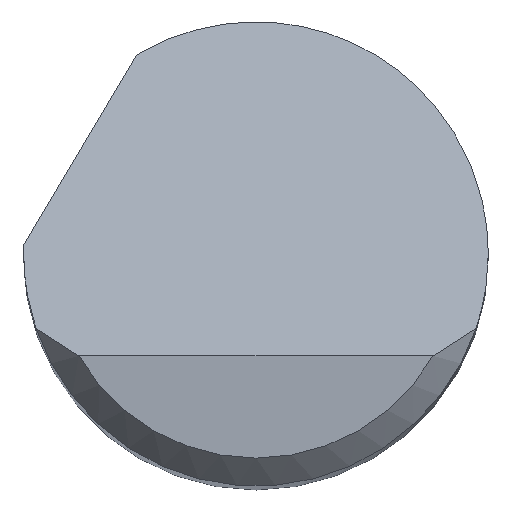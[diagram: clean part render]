
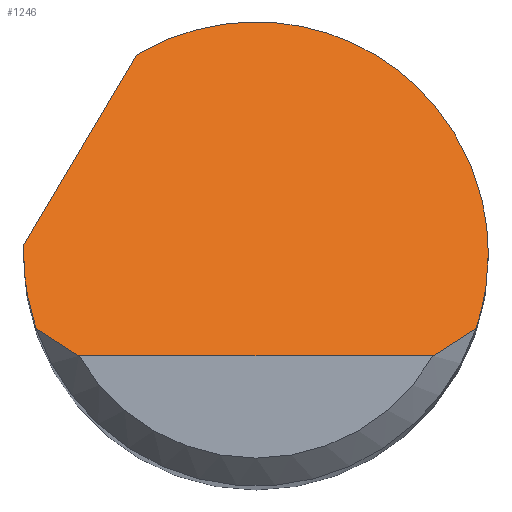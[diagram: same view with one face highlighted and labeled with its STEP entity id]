
A CAD part, top view. The second image highlights one B-rep face of the part: STEP entity #1246.
In plain terms, the highlighted planar face has unit normal (0, 0.707, 0.707).
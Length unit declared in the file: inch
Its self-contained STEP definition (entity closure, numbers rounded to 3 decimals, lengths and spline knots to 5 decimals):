
#13 =( BOUNDED_CURVE ( )  B_SPLINE_CURVE ( 3, ( #480, #660, #780, #1289 ),
 .UNSPECIFIED., .F., .F. ) 
 B_SPLINE_CURVE_WITH_KNOTS ( ( 4, 4 ),
 ( 1.5708, 1.89653 ),
 .UNSPECIFIED. ) 
 CURVE ( )  GEOMETRIC_REPRESENTATION_ITEM ( )  RATIONAL_B_SPLINE_CURVE ( ( 1., 0.991, 0.991, 1. ) ) 
 REPRESENTATION_ITEM ( '' )  );
#40 = CARTESIAN_POINT ( 'NONE',  ( 0.0296, 0.1636, 2.7814 ) ) ;
#68 = FACE_OUTER_BOUND ( 'NONE', #270, .T. ) ;
#71 = ORIENTED_EDGE ( 'NONE', *, *, #1265, .T. ) ;
#76 = CARTESIAN_POINT ( 'NONE',  ( 0.09526, -0.055, 3. ) ) ;
#79 = CARTESIAN_POINT ( 'NONE',  ( 0.09526, -0.055, 3. ) ) ;
#93 = VERTEX_POINT ( 'NONE', #110 ) ;
#98 = CARTESIAN_POINT ( 'NONE',  ( -0.11107, -0.04528, 2.99028 ) ) ;
#106 = CARTESIAN_POINT ( 'NONE',  ( 0., -0.055, 3. ) ) ;
#110 = CARTESIAN_POINT ( 'NONE',  ( -0.06437, 0.10715, 2.83785 ) ) ;
#165 = VECTOR ( 'NONE', #759, 39.37008 ) ;
#167 = CARTESIAN_POINT ( 'NONE',  ( -0.1249, 0.005, 2.94 ) ) ;
#195 = CARTESIAN_POINT ( 'NONE',  ( -0.125, 0., 2.945 ) ) ;
#270 = EDGE_LOOP ( 'NONE', ( #760, #71, #1025, #936, #1322, #1415, #1102, #433 ) ) ;
#281 = CARTESIAN_POINT ( 'NONE',  ( 0.11107, -0.04528, 2.99028 ) ) ;
#307 = VERTEX_POINT ( 'NONE', #1374 ) ;
#374 = CARTESIAN_POINT ( 'NONE',  ( 0.125, 0., 2.945 ) ) ;
#379 = EDGE_CURVE ( 'NONE', #93, #597, #635, .T. ) ;
#387 = CARTESIAN_POINT ( 'NONE',  ( 0.11843, -0.04, 2.985 ) ) ;
#397 = CARTESIAN_POINT ( 'NONE',  ( -0.10339, -0.05031, 2.99531 ) ) ;
#409 = DIRECTION ( 'NONE',  ( 0.386, 0.652, -0.652 ) ) ;
#431 =( BOUNDED_CURVE ( )  B_SPLINE_CURVE ( 3, ( #1423, #654, #1002, #867 ),
 .UNSPECIFIED., .F., .F. ) 
 B_SPLINE_CURVE_WITH_KNOTS ( ( 4, 4 ),
 ( 4.38666, 4.71239 ),
 .UNSPECIFIED. ) 
 CURVE ( )  GEOMETRIC_REPRESENTATION_ITEM ( )  RATIONAL_B_SPLINE_CURVE ( ( 1., 0.991, 0.991, 1. ) ) 
 REPRESENTATION_ITEM ( '' )  );
#433 = ORIENTED_EDGE ( 'NONE', *, *, #962, .T. ) ;
#480 = CARTESIAN_POINT ( 'NONE',  ( 0.125, 0., 2.945 ) ) ;
#520 = DIRECTION ( 'NONE',  ( 0., -0.707, -0.707 ) ) ;
#541 = VERTEX_POINT ( 'NONE', #1082 ) ;
#555 = VERTEX_POINT ( 'NONE', #79 ) ;
#571 =( BOUNDED_CURVE ( )  B_SPLINE_CURVE ( 3, ( #1153, #1024, #942, #167 ),
 .UNSPECIFIED., .F., .F. ) 
 B_SPLINE_CURVE_WITH_KNOTS ( ( 4, 4 ),
 ( 4.71239, 4.7524 ),
 .UNSPECIFIED. ) 
 CURVE ( )  GEOMETRIC_REPRESENTATION_ITEM ( )  RATIONAL_B_SPLINE_CURVE ( ( 1., 1., 1., 1. ) ) 
 REPRESENTATION_ITEM ( '' )  );
#597 = VERTEX_POINT ( 'NONE', #638 ) ;
#598 = CARTESIAN_POINT ( 'NONE',  ( -0.06437, 0.10715, 2.83785 ) ) ;
#600 = EDGE_CURVE ( 'NONE', #1256, #93, #1078, .T. ) ;
#602 = EDGE_CURVE ( 'NONE', #307, #1428, #431, .T. ) ;
#611 = DIRECTION ( 'NONE',  ( 0., 0.707, -0.707 ) ) ;
#618 = CARTESIAN_POINT ( 'NONE',  ( 0.10339, -0.05031, 2.99531 ) ) ;
#635 =( BOUNDED_CURVE ( )  B_SPLINE_CURVE ( 3, ( #598, #40, #929, #374 ),
 .UNSPECIFIED., .F., .F. ) 
 B_SPLINE_CURVE_WITH_KNOTS ( ( 4, 4 ),
 ( 5.74227, 7.85398 ),
 .UNSPECIFIED. ) 
 CURVE ( )  GEOMETRIC_REPRESENTATION_ITEM ( )  RATIONAL_B_SPLINE_CURVE ( ( 1., 0.662, 0.662, 1. ) ) 
 REPRESENTATION_ITEM ( '' )  );
#636 = CARTESIAN_POINT ( 'NONE',  ( -0.125, -0.055, 3. ) ) ;
#638 = CARTESIAN_POINT ( 'NONE',  ( 0.125, 0., 2.945 ) ) ;
#654 = CARTESIAN_POINT ( 'NONE',  ( -0.12279, -0.02708, 2.97208 ) ) ;
#660 = CARTESIAN_POINT ( 'NONE',  ( 0.125, -0.01363, 2.95863 ) ) ;
#759 = DIRECTION ( 'NONE',  ( 1., 0., 0. ) ) ;
#760 = ORIENTED_EDGE ( 'NONE', *, *, #1008, .T. ) ;
#780 = CARTESIAN_POINT ( 'NONE',  ( 0.12279, -0.02708, 2.97208 ) ) ;
#787 = AXIS2_PLACEMENT_3D ( 'NONE', #636, #520, #611 ) ;
#793 = EDGE_CURVE ( 'NONE', #1428, #1256, #571, .T. ) ;
#867 = CARTESIAN_POINT ( 'NONE',  ( -0.125, 0., 2.945 ) ) ;
#871 = CARTESIAN_POINT ( 'NONE',  ( -0.11843, -0.04, 2.985 ) ) ;
#896 = EDGE_CURVE ( 'NONE', #597, #1031, #13, .T. ) ;
#929 = CARTESIAN_POINT ( 'NONE',  ( 0.125, 0.10961, 2.83539 ) ) ;
#936 = ORIENTED_EDGE ( 'NONE', *, *, #379, .F. ) ;
#940 = CARTESIAN_POINT ( 'NONE',  ( -0.1249, 0.005, 2.94 ) ) ;
#942 = CARTESIAN_POINT ( 'NONE',  ( -0.12497, 0.00333, 2.94167 ) ) ;
#962 = EDGE_CURVE ( 'NONE', #307, #541, #1230, .T. ) ;
#1002 = CARTESIAN_POINT ( 'NONE',  ( -0.125, -0.01363, 2.95863 ) ) ;
#1008 = EDGE_CURVE ( 'NONE', #541, #555, #1335, .T. ) ;
#1024 = CARTESIAN_POINT ( 'NONE',  ( -0.125, 0.00167, 2.94333 ) ) ;
#1025 = ORIENTED_EDGE ( 'NONE', *, *, #896, .F. ) ;
#1031 = VERTEX_POINT ( 'NONE', #1329 ) ;
#1043 = VECTOR ( 'NONE', #409, 39.37008 ) ;
#1078 = LINE ( 'NONE', #1407, #1043 ) ;
#1082 = CARTESIAN_POINT ( 'NONE',  ( -0.09526, -0.055, 3. ) ) ;
#1102 = ORIENTED_EDGE ( 'NONE', *, *, #602, .F. ) ;
#1153 = CARTESIAN_POINT ( 'NONE',  ( -0.125, 0., 2.945 ) ) ;
#1160 = PLANE ( 'NONE',  #787 ) ;
#1224 = B_SPLINE_CURVE_WITH_KNOTS ( 'NONE', 3,
 ( #76, #618, #281, #387 ),
 .UNSPECIFIED., .F., .F.,
 ( 4, 4 ),
 ( 0., 0.0008 ),
 .UNSPECIFIED. ) ;
#1230 = B_SPLINE_CURVE_WITH_KNOTS ( 'NONE', 3,
 ( #871, #98, #397, #1427 ),
 .UNSPECIFIED., .F., .F.,
 ( 4, 4 ),
 ( 0., 0.0008 ),
 .UNSPECIFIED. ) ;
#1246 = ADVANCED_FACE ( 'NONE', ( #68 ), #1160, .F. ) ;
#1256 = VERTEX_POINT ( 'NONE', #940 ) ;
#1265 = EDGE_CURVE ( 'NONE', #555, #1031, #1224, .T. ) ;
#1289 = CARTESIAN_POINT ( 'NONE',  ( 0.11843, -0.04, 2.985 ) ) ;
#1322 = ORIENTED_EDGE ( 'NONE', *, *, #600, .F. ) ;
#1329 = CARTESIAN_POINT ( 'NONE',  ( 0.11843, -0.04, 2.985 ) ) ;
#1335 = LINE ( 'NONE', #106, #165 ) ;
#1374 = CARTESIAN_POINT ( 'NONE',  ( -0.11843, -0.04, 2.985 ) ) ;
#1407 = CARTESIAN_POINT ( 'NONE',  ( -0.15516, -0.04606, 2.99106 ) ) ;
#1415 = ORIENTED_EDGE ( 'NONE', *, *, #793, .F. ) ;
#1423 = CARTESIAN_POINT ( 'NONE',  ( -0.11843, -0.04, 2.985 ) ) ;
#1427 = CARTESIAN_POINT ( 'NONE',  ( -0.09526, -0.055, 3. ) ) ;
#1428 = VERTEX_POINT ( 'NONE', #195 ) ;
